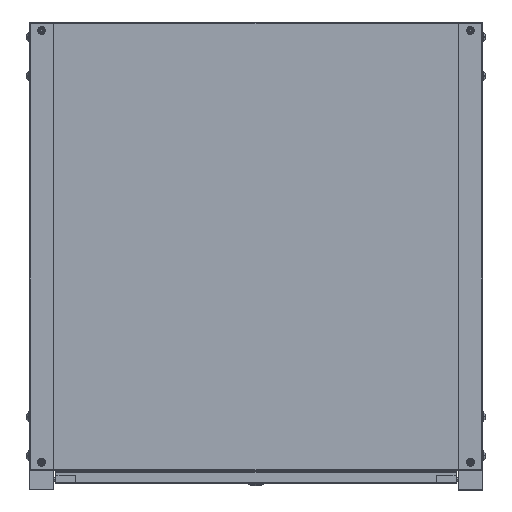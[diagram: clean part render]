
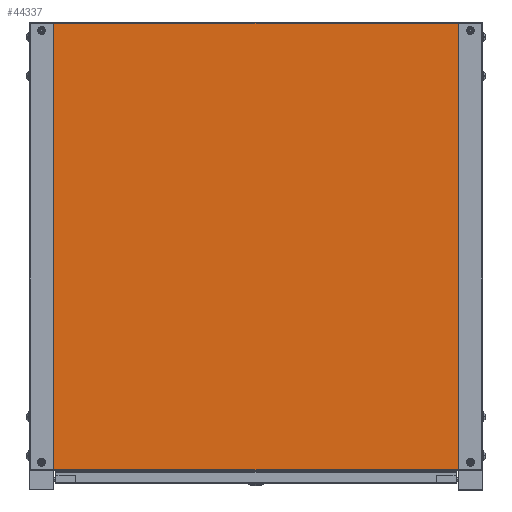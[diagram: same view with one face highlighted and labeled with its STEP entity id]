
A CAD part, left-side view. The second image highlights one B-rep face of the part: STEP entity #44337.
In plain terms, the highlighted face is planar.
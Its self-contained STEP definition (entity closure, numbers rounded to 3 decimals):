
#70 = ORIENTED_EDGE ( 'NONE', *, *, #45770, .F. ) ;
#243 = CARTESIAN_POINT ( 'NONE',  ( 276.75, 0., 275. ) ) ;
#1978 = AXIS2_PLACEMENT_3D ( 'NONE', #24488, #29691, #10684 ) ;
#2860 = DIRECTION ( 'NONE',  ( 0., 0., -1. ) ) ;
#3554 = ORIENTED_EDGE ( 'NONE', *, *, #38349, .F. ) ;
#3980 = VERTEX_POINT ( 'NONE', #33138 ) ;
#5191 = AXIS2_PLACEMENT_3D ( 'NONE', #24552, #43535, #33520 ) ;
#6555 = CARTESIAN_POINT ( 'NONE',  ( -286.75, 0., 290. ) ) ;
#7460 = EDGE_CURVE ( 'NONE', #42149, #3980, #42098, .T. ) ;
#7603 = FACE_BOUND ( 'NONE', #42117, .T. ) ;
#7636 = DIRECTION ( 'NONE',  ( 0., 0., 1. ) ) ;
#8183 = EDGE_CURVE ( 'NONE', #3980, #42149, #61355, .T. ) ;
#8524 = DIRECTION ( 'NONE',  ( 0., 0., -1. ) ) ;
#8545 = CARTESIAN_POINT ( 'NONE',  ( 276.75, 0., 276.7 ) ) ;
#8563 = CARTESIAN_POINT ( 'NONE',  ( 0., 0., 0. ) ) ;
#8707 = CIRCLE ( 'NONE', #60419, 1.7 ) ;
#9662 = VERTEX_POINT ( 'NONE', #20828 ) ;
#10480 = CARTESIAN_POINT ( 'NONE',  ( 286.75, 0., -290. ) ) ;
#10684 = DIRECTION ( 'NONE',  ( 0., 0., -1. ) ) ;
#11905 = VECTOR ( 'NONE', #17896, 1000. ) ;
#12442 = AXIS2_PLACEMENT_3D ( 'NONE', #47717, #18873, #28100 ) ;
#12730 = VECTOR ( 'NONE', #38896, 1000. ) ;
#13117 = CARTESIAN_POINT ( 'NONE',  ( 286.75, 0., 290. ) ) ;
#13805 = DIRECTION ( 'NONE',  ( 0., -1., 0. ) ) ;
#14207 = CARTESIAN_POINT ( 'NONE',  ( 276.75, 0., -275. ) ) ;
#14865 = CARTESIAN_POINT ( 'NONE',  ( 276.75, 0., -276.7 ) ) ;
#15117 = LINE ( 'NONE', #40412, #59915 ) ;
#15671 = ORIENTED_EDGE ( 'NONE', *, *, #32519, .F. ) ;
#16033 = CARTESIAN_POINT ( 'NONE',  ( -276.75, 0., 273.3 ) ) ;
#16353 = EDGE_CURVE ( 'NONE', #51695, #18562, #52100, .T. ) ;
#17225 = DIRECTION ( 'NONE',  ( 0., -1., 0. ) ) ;
#17385 = EDGE_CURVE ( 'NONE', #18767, #32536, #8707, .T. ) ;
#17896 = DIRECTION ( 'NONE',  ( 1., 0., 0. ) ) ;
#18562 = VERTEX_POINT ( 'NONE', #8545 ) ;
#18566 = DIRECTION ( 'NONE',  ( 0., 0., -1. ) ) ;
#18767 = VERTEX_POINT ( 'NONE', #53364 ) ;
#18770 = DIRECTION ( 'NONE',  ( 0., -1., 0. ) ) ;
#18804 = FACE_BOUND ( 'NONE', #28967, .T. ) ;
#18873 = DIRECTION ( 'NONE',  ( 0., -1., 0. ) ) ;
#18939 = CARTESIAN_POINT ( 'NONE',  ( 276.75, 0., -275. ) ) ;
#20828 = CARTESIAN_POINT ( 'NONE',  ( 286.75, 0., -290. ) ) ;
#21524 = CARTESIAN_POINT ( 'NONE',  ( -276.75, 0., -275. ) ) ;
#23247 = DIRECTION ( 'NONE',  ( 0., 0., 1. ) ) ;
#23251 = LINE ( 'NONE', #10480, #12730 ) ;
#23792 = PLANE ( 'NONE',  #38477 ) ;
#24485 = ORIENTED_EDGE ( 'NONE', *, *, #28094, .F. ) ;
#24488 = CARTESIAN_POINT ( 'NONE',  ( -276.75, 0., 275. ) ) ;
#24552 = CARTESIAN_POINT ( 'NONE',  ( -276.75, 0., -275. ) ) ;
#24611 = LINE ( 'NONE', #13117, #11905 ) ;
#26652 = CARTESIAN_POINT ( 'NONE',  ( -276.75, 0., 275. ) ) ;
#26813 = EDGE_LOOP ( 'NONE', ( #41329, #41955 ) ) ;
#27026 = FACE_BOUND ( 'NONE', #26813, .T. ) ;
#27689 = DIRECTION ( 'NONE',  ( -1., 0., 0. ) ) ;
#27911 = VERTEX_POINT ( 'NONE', #52189 ) ;
#28094 = EDGE_CURVE ( 'NONE', #54388, #35046, #43826, .T. ) ;
#28100 = DIRECTION ( 'NONE',  ( 0., 0., 1. ) ) ;
#28519 = FACE_OUTER_BOUND ( 'NONE', #29594, .T. ) ;
#28948 = CARTESIAN_POINT ( 'NONE',  ( -276.75, 0., -273.3 ) ) ;
#28967 = EDGE_LOOP ( 'NONE', ( #15671, #24485 ) ) ;
#29544 = CARTESIAN_POINT ( 'NONE',  ( 286.75, 0., 290. ) ) ;
#29594 = EDGE_LOOP ( 'NONE', ( #54836, #58741, #31872, #70 ) ) ;
#29691 = DIRECTION ( 'NONE',  ( 0., -1., 0. ) ) ;
#29732 = EDGE_LOOP ( 'NONE', ( #56547, #53174 ) ) ;
#31872 = ORIENTED_EDGE ( 'NONE', *, *, #61793, .F. ) ;
#32519 = EDGE_CURVE ( 'NONE', #35046, #54388, #49670, .T. ) ;
#32536 = VERTEX_POINT ( 'NONE', #14865 ) ;
#33138 = CARTESIAN_POINT ( 'NONE',  ( -276.75, 0., -276.7 ) ) ;
#33520 = DIRECTION ( 'NONE',  ( 0., 0., 1. ) ) ;
#33734 = LINE ( 'NONE', #61195, #41257 ) ;
#34743 = EDGE_CURVE ( 'NONE', #18562, #51695, #55762, .T. ) ;
#35046 = VERTEX_POINT ( 'NONE', #16033 ) ;
#35660 = AXIS2_PLACEMENT_3D ( 'NONE', #21524, #36138, #54897 ) ;
#35892 = EDGE_CURVE ( 'NONE', #27911, #48909, #15117, .T. ) ;
#36138 = DIRECTION ( 'NONE',  ( 0., -1., 0. ) ) ;
#36544 = CIRCLE ( 'NONE', #51832, 1.7 ) ;
#38240 = DIRECTION ( 'NONE',  ( 0., -1., 0. ) ) ;
#38349 = EDGE_CURVE ( 'NONE', #32536, #18767, #36544, .T. ) ;
#38477 = AXIS2_PLACEMENT_3D ( 'NONE', #8563, #18770, #18566 ) ;
#38896 = DIRECTION ( 'NONE',  ( 0., 0., -1. ) ) ;
#40412 = CARTESIAN_POINT ( 'NONE',  ( -286.75, 0., -290. ) ) ;
#40573 = AXIS2_PLACEMENT_3D ( 'NONE', #26652, #17225, #2860 ) ;
#41257 = VECTOR ( 'NONE', #27689, 1000. ) ;
#41329 = ORIENTED_EDGE ( 'NONE', *, *, #16353, .F. ) ;
#41955 = ORIENTED_EDGE ( 'NONE', *, *, #34743, .F. ) ;
#42098 = CIRCLE ( 'NONE', #5191, 1.7 ) ;
#42117 = EDGE_LOOP ( 'NONE', ( #3554, #50684 ) ) ;
#42149 = VERTEX_POINT ( 'NONE', #28948 ) ;
#42775 = DIRECTION ( 'NONE',  ( 0., -1., 0. ) ) ;
#43535 = DIRECTION ( 'NONE',  ( 0., -1., 0. ) ) ;
#43826 = CIRCLE ( 'NONE', #40573, 1.7 ) ;
#44337 = ADVANCED_FACE ( 'NONE', ( #18804, #45722, #27026, #7603, #28519 ), #23792, .T. ) ;
#45722 = FACE_BOUND ( 'NONE', #29732, .T. ) ;
#45770 = EDGE_CURVE ( 'NONE', #48909, #50755, #24611, .T. ) ;
#46112 = AXIS2_PLACEMENT_3D ( 'NONE', #243, #13805, #23247 ) ;
#46952 = CARTESIAN_POINT ( 'NONE',  ( 276.75, 0., 273.3 ) ) ;
#47717 = CARTESIAN_POINT ( 'NONE',  ( 276.75, 0., 275. ) ) ;
#48909 = VERTEX_POINT ( 'NONE', #6555 ) ;
#49154 = EDGE_CURVE ( 'NONE', #9662, #27911, #33734, .T. ) ;
#49670 = CIRCLE ( 'NONE', #1978, 1.7 ) ;
#50684 = ORIENTED_EDGE ( 'NONE', *, *, #17385, .F. ) ;
#50755 = VERTEX_POINT ( 'NONE', #29544 ) ;
#51695 = VERTEX_POINT ( 'NONE', #46952 ) ;
#51832 = AXIS2_PLACEMENT_3D ( 'NONE', #18939, #42775, #8524 ) ;
#52100 = CIRCLE ( 'NONE', #12442, 1.7 ) ;
#52189 = CARTESIAN_POINT ( 'NONE',  ( -286.75, 0., -290. ) ) ;
#53174 = ORIENTED_EDGE ( 'NONE', *, *, #7460, .F. ) ;
#53364 = CARTESIAN_POINT ( 'NONE',  ( 276.75, 0., -273.3 ) ) ;
#54388 = VERTEX_POINT ( 'NONE', #59644 ) ;
#54836 = ORIENTED_EDGE ( 'NONE', *, *, #35892, .F. ) ;
#54897 = DIRECTION ( 'NONE',  ( 0., 0., 1. ) ) ;
#55762 = CIRCLE ( 'NONE', #46112, 1.7 ) ;
#56547 = ORIENTED_EDGE ( 'NONE', *, *, #8183, .F. ) ;
#58741 = ORIENTED_EDGE ( 'NONE', *, *, #49154, .F. ) ;
#59644 = CARTESIAN_POINT ( 'NONE',  ( -276.75, 0., 276.7 ) ) ;
#59915 = VECTOR ( 'NONE', #7636, 1000. ) ;
#60419 = AXIS2_PLACEMENT_3D ( 'NONE', #14207, #38240, #61745 ) ;
#61195 = CARTESIAN_POINT ( 'NONE',  ( 286.75, 0., -290. ) ) ;
#61355 = CIRCLE ( 'NONE', #35660, 1.7 ) ;
#61745 = DIRECTION ( 'NONE',  ( 0., 0., -1. ) ) ;
#61793 = EDGE_CURVE ( 'NONE', #50755, #9662, #23251, .T. ) ;
